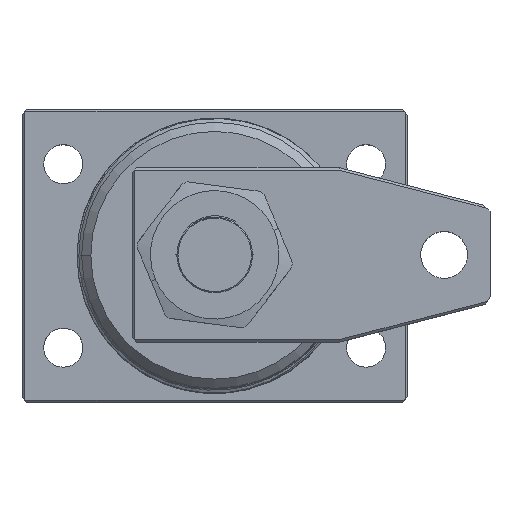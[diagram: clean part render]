
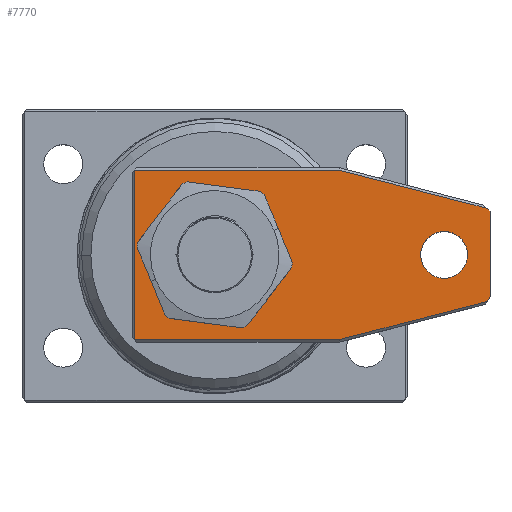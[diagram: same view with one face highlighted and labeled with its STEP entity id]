
A CAD part, top view. The second image highlights one B-rep face of the part: STEP entity #7770.
In plain terms, the highlighted planar face has unit normal (0, 0, 1).
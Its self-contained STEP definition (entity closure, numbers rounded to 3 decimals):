
#41 = LINE ( 'NONE', #2641, #7573 ) ;
#119 = VECTOR ( 'NONE', #12136, 1000. ) ;
#124 = FACE_OUTER_BOUND ( 'NONE', #6364, .T. ) ;
#185 = CARTESIAN_POINT ( 'NONE',  ( 19.481, 0., 19. ) ) ;
#228 = ORIENTED_EDGE ( 'NONE', *, *, #6389, .T. ) ;
#271 = AXIS2_PLACEMENT_3D ( 'NONE', #8484, #2808, #9380 ) ;
#273 = LINE ( 'NONE', #8705, #3369 ) ;
#295 = ORIENTED_EDGE ( 'NONE', *, *, #5156, .T. ) ;
#305 = CARTESIAN_POINT ( 'NONE',  ( 6.981, 0., 19. ) ) ;
#521 = VERTEX_POINT ( 'NONE', #3927 ) ;
#725 = CARTESIAN_POINT ( 'NONE',  ( -48.119, 0., 19. ) ) ;
#731 = VERTEX_POINT ( 'NONE', #8118 ) ;
#815 = AXIS2_PLACEMENT_3D ( 'NONE', #8287, #8783, #2293 ) ;
#939 = LINE ( 'NONE', #10904, #8173 ) ;
#1041 = EDGE_CURVE ( 'NONE', #3632, #521, #10432, .T. ) ;
#1141 = AXIS2_PLACEMENT_3D ( 'NONE', #305, #6882, #1263 ) ;
#1263 = DIRECTION ( 'NONE',  ( 1., 0., 0. ) ) ;
#1504 = EDGE_CURVE ( 'NONE', #2168, #9317, #273, .T. ) ;
#1933 = ORIENTED_EDGE ( 'NONE', *, *, #1504, .T. ) ;
#1968 = CARTESIAN_POINT ( 'NONE',  ( 0., 0., 19. ) ) ;
#2061 = DIRECTION ( 'NONE',  ( 0., 0., 1. ) ) ;
#2133 = EDGE_CURVE ( 'NONE', #8687, #4659, #10119, .T. ) ;
#2168 = VERTEX_POINT ( 'NONE', #4122 ) ;
#2293 = DIRECTION ( 'NONE',  ( 1., 0., 0. ) ) ;
#2420 = ORIENTED_EDGE ( 'NONE', *, *, #2461, .F. ) ;
#2461 = EDGE_CURVE ( 'NONE', #521, #3632, #4367, .T. ) ;
#2490 = VERTEX_POINT ( 'NONE', #11291 ) ;
#2579 = CARTESIAN_POINT ( 'NONE',  ( 24.481, -18.5, 19. ) ) ;
#2622 = FACE_BOUND ( 'NONE', #10855, .T. ) ;
#2641 = CARTESIAN_POINT ( 'NONE',  ( -20.026, -18.516, 19. ) ) ;
#2808 = DIRECTION ( 'NONE',  ( 0., 0., 1. ) ) ;
#3010 = CARTESIAN_POINT ( 'NONE',  ( -31.259, -31.259, 19. ) ) ;
#3369 = VECTOR ( 'NONE', #10675, 1000. ) ;
#3375 = VERTEX_POINT ( 'NONE', #11672 ) ;
#3421 = VECTOR ( 'NONE', #6310, 1000. ) ;
#3632 = VERTEX_POINT ( 'NONE', #725 ) ;
#3860 = DIRECTION ( 'NONE',  ( 1., 0., 0. ) ) ;
#3874 = AXIS2_PLACEMENT_3D ( 'NONE', #1968, #9491, #3860 ) ;
#3927 = CARTESIAN_POINT ( 'NONE',  ( -37.919, 0., 19. ) ) ;
#3991 = CARTESIAN_POINT ( 'NONE',  ( -20.088, 18.5, 19. ) ) ;
#4122 = CARTESIAN_POINT ( 'NONE',  ( 24.481, 18.5, 19. ) ) ;
#4367 = CIRCLE ( 'NONE', #271, 5.1 ) ;
#4514 = DIRECTION ( 'NONE',  ( 0., 1., 0. ) ) ;
#4659 = VERTEX_POINT ( 'NONE', #185 ) ;
#4668 = ORIENTED_EDGE ( 'NONE', *, *, #2133, .F. ) ;
#4727 = EDGE_LOOP ( 'NONE', ( #2420, #8280 ) ) ;
#4822 = FACE_BOUND ( 'NONE', #4727, .T. ) ;
#5044 = EDGE_CURVE ( 'NONE', #9317, #3375, #939, .T. ) ;
#5156 = EDGE_CURVE ( 'NONE', #6028, #2490, #41, .T. ) ;
#5330 = ORIENTED_EDGE ( 'NONE', *, *, #8701, .T. ) ;
#5637 = VECTOR ( 'NONE', #4514, 1000. ) ;
#5857 = ORIENTED_EDGE ( 'NONE', *, *, #6481, .T. ) ;
#6028 = VERTEX_POINT ( 'NONE', #9629 ) ;
#6139 = CARTESIAN_POINT ( 'NONE',  ( -53.019, -9.5, 19. ) ) ;
#6227 = DIRECTION ( 'NONE',  ( -0.968, -0.25, 0. ) ) ;
#6310 = DIRECTION ( 'NONE',  ( 0., -1., 0. ) ) ;
#6364 = EDGE_LOOP ( 'NONE', ( #1933, #7597, #5857, #5330, #10594, #295, #228, #9897 ) ) ;
#6389 = EDGE_CURVE ( 'NONE', #2490, #7027, #7953, .T. ) ;
#6481 = EDGE_CURVE ( 'NONE', #3375, #731, #10121, .T. ) ;
#6543 = CARTESIAN_POINT ( 'NONE',  ( -43.344, 25.531, 19. ) ) ;
#6566 = AXIS2_PLACEMENT_3D ( 'NONE', #7717, #2061, #8669 ) ;
#6882 = DIRECTION ( 'NONE',  ( 0., 0., 1. ) ) ;
#7027 = VERTEX_POINT ( 'NONE', #2579 ) ;
#7270 = CARTESIAN_POINT ( 'NONE',  ( -5.519, 0., 19. ) ) ;
#7353 = ORIENTED_EDGE ( 'NONE', *, *, #11112, .F. ) ;
#7380 = DIRECTION ( 'NONE',  ( 1., 0., 0. ) ) ;
#7483 = VECTOR ( 'NONE', #11527, 1000. ) ;
#7573 = VECTOR ( 'NONE', #9227, 1000. ) ;
#7597 = ORIENTED_EDGE ( 'NONE', *, *, #5044, .T. ) ;
#7717 = CARTESIAN_POINT ( 'NONE',  ( 6.981, 0., 19. ) ) ;
#7770 = ADVANCED_FACE ( 'NONE', ( #2622, #4822, #124 ), #11315, .T. ) ;
#7953 = LINE ( 'NONE', #9223, #10416 ) ;
#8093 = CIRCLE ( 'NONE', #6566, 12.5 ) ;
#8118 = CARTESIAN_POINT ( 'NONE',  ( -53.019, 9.107, 19. ) ) ;
#8160 = LINE ( 'NONE', #10163, #5637 ) ;
#8173 = VECTOR ( 'NONE', #6227, 1000. ) ;
#8280 = ORIENTED_EDGE ( 'NONE', *, *, #1041, .F. ) ;
#8287 = CARTESIAN_POINT ( 'NONE',  ( -43.019, 0., 19. ) ) ;
#8462 = LINE ( 'NONE', #9122, #3421 ) ;
#8484 = CARTESIAN_POINT ( 'NONE',  ( -43.019, 0., 19. ) ) ;
#8669 = DIRECTION ( 'NONE',  ( 1., 0., 0. ) ) ;
#8687 = VERTEX_POINT ( 'NONE', #7270 ) ;
#8701 = EDGE_CURVE ( 'NONE', #731, #10733, #8462, .T. ) ;
#8705 = CARTESIAN_POINT ( 'NONE',  ( -20.152, 18.5, 19. ) ) ;
#8712 = EDGE_CURVE ( 'NONE', #7027, #2168, #8160, .T. ) ;
#8783 = DIRECTION ( 'NONE',  ( 0., 0., 1. ) ) ;
#9122 = CARTESIAN_POINT ( 'NONE',  ( -53.019, 10.5, 19. ) ) ;
#9223 = CARTESIAN_POINT ( 'NONE',  ( 23.981, -18.5, 19. ) ) ;
#9227 = DIRECTION ( 'NONE',  ( 0.968, -0.25, 0. ) ) ;
#9317 = VERTEX_POINT ( 'NONE', #3991 ) ;
#9380 = DIRECTION ( 'NONE',  ( 1., 0., 0. ) ) ;
#9491 = DIRECTION ( 'NONE',  ( 0., 0., 1. ) ) ;
#9629 = CARTESIAN_POINT ( 'NONE',  ( -52.366, -10.152, 19. ) ) ;
#9897 = ORIENTED_EDGE ( 'NONE', *, *, #8712, .T. ) ;
#9966 = LINE ( 'NONE', #3010, #7483 ) ;
#10119 = CIRCLE ( 'NONE', #1141, 12.5 ) ;
#10121 = LINE ( 'NONE', #6543, #119 ) ;
#10163 = CARTESIAN_POINT ( 'NONE',  ( 24.481, 18., 19. ) ) ;
#10416 = VECTOR ( 'NONE', #7380, 1000. ) ;
#10432 = CIRCLE ( 'NONE', #815, 5.1 ) ;
#10594 = ORIENTED_EDGE ( 'NONE', *, *, #11269, .T. ) ;
#10675 = DIRECTION ( 'NONE',  ( -1., 0., 0. ) ) ;
#10733 = VERTEX_POINT ( 'NONE', #6139 ) ;
#10855 = EDGE_LOOP ( 'NONE', ( #7353, #4668 ) ) ;
#10904 = CARTESIAN_POINT ( 'NONE',  ( -51.925, 10.266, 19. ) ) ;
#11112 = EDGE_CURVE ( 'NONE', #4659, #8687, #8093, .T. ) ;
#11269 = EDGE_CURVE ( 'NONE', #10733, #6028, #9966, .T. ) ;
#11291 = CARTESIAN_POINT ( 'NONE',  ( -20.088, -18.5, 19. ) ) ;
#11315 = PLANE ( 'NONE',  #3874 ) ;
#11527 = DIRECTION ( 'NONE',  ( 0.707, -0.707, 0. ) ) ;
#11672 = CARTESIAN_POINT ( 'NONE',  ( -52.409, 10.141, 19. ) ) ;
#12136 = DIRECTION ( 'NONE',  ( -0.508, -0.862, 0. ) ) ;
